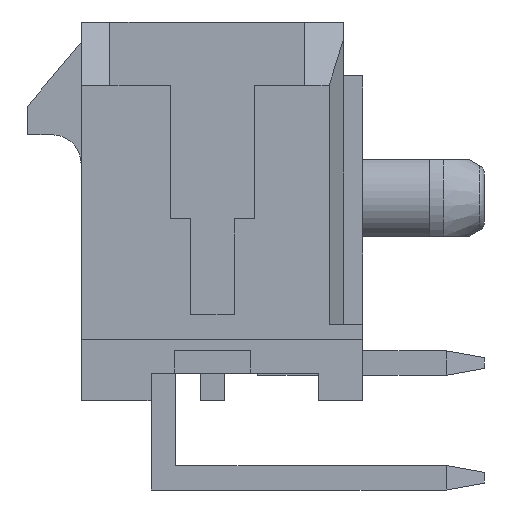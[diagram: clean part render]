
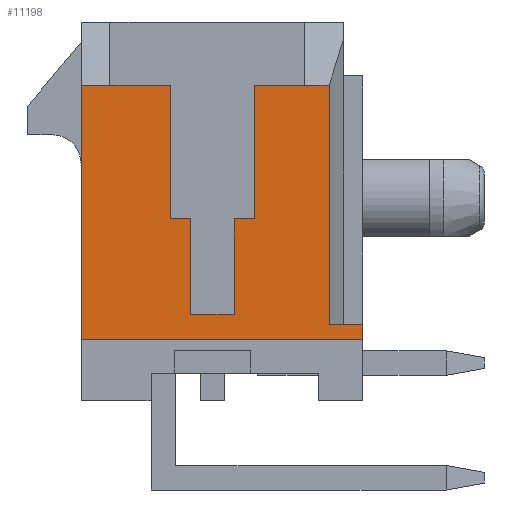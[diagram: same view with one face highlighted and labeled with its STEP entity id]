
A CAD part, left-side view. The second image highlights one B-rep face of the part: STEP entity #11198.
In plain terms, the highlighted planar face has unit normal (-1, 0, 0).
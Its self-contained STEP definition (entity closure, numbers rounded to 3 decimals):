
#1=DIRECTION('',(0.,0.,-1.));
#2=VECTOR('',#1,3.5);
#3=CARTESIAN_POINT('',(-16.825,-1.1,3.3));
#4=LINE('',#3,#2);
#5=DIRECTION('',(0.,1.,0.));
#6=VECTOR('',#5,1.31);
#7=CARTESIAN_POINT('',(-16.825,-2.41,3.3));
#8=LINE('',#7,#6);
#9=DIRECTION('',(0.,-1.,0.));
#10=VECTOR('',#9,0.645);
#11=CARTESIAN_POINT('',(-16.825,-2.41,3.3));
#12=LINE('',#11,#10);
#13=DIRECTION('',(0.,0.,-1.));
#14=VECTOR('',#13,6.26);
#15=CARTESIAN_POINT('',(-16.825,-3.055,3.3));
#16=LINE('',#15,#14);
#17=DIRECTION('',(0.,0.,-1.));
#18=VECTOR('',#17,0.4);
#19=CARTESIAN_POINT('',(-16.825,-3.935,-2.96));
#20=LINE('',#19,#18);
#21=DIRECTION('',(0.,1.,0.));
#22=VECTOR('',#21,7.37);
#23=CARTESIAN_POINT('',(-16.825,-3.935,-3.36));
#24=LINE('',#23,#22);
#25=DIRECTION('',(0.,0.,1.));
#26=VECTOR('',#25,6.66);
#27=CARTESIAN_POINT('',(-16.825,3.435,-3.36));
#28=LINE('',#27,#26);
#29=DIRECTION('',(0.,-1.,0.));
#30=VECTOR('',#29,0.755);
#31=CARTESIAN_POINT('',(-16.825,3.435,3.3));
#32=LINE('',#31,#30);
#33=DIRECTION('',(0.,1.,0.));
#34=VECTOR('',#33,1.58);
#35=CARTESIAN_POINT('',(-16.825,1.1,3.3));
#36=LINE('',#35,#34);
#37=DIRECTION('',(0.,0.,-1.));
#38=VECTOR('',#37,3.5);
#39=CARTESIAN_POINT('',(-16.825,1.1,3.3));
#40=LINE('',#39,#38);
#41=DIRECTION('',(0.,1.,0.));
#42=VECTOR('',#41,0.525);
#43=CARTESIAN_POINT('',(-16.825,0.575,-0.2));
#44=LINE('',#43,#42);
#45=DIRECTION('',(0.,0.,1.));
#46=VECTOR('',#45,2.5);
#47=CARTESIAN_POINT('',(-16.825,0.575,-2.7));
#48=LINE('',#47,#46);
#49=DIRECTION('',(0.,1.,0.));
#50=VECTOR('',#49,1.15);
#51=CARTESIAN_POINT('',(-16.825,-0.575,-2.7));
#52=LINE('',#51,#50);
#53=DIRECTION('',(0.,0.,-1.));
#54=VECTOR('',#53,2.5);
#55=CARTESIAN_POINT('',(-16.825,-0.575,-0.2));
#56=LINE('',#55,#54);
#57=DIRECTION('',(0.,1.,0.));
#58=VECTOR('',#57,0.525);
#59=CARTESIAN_POINT('',(-16.825,-1.1,-0.2));
#60=LINE('',#59,#58);
#8397=DIRECTION('',(0.,1.,0.));
#8398=VECTOR('',#8397,0.88);
#8399=CARTESIAN_POINT('',(-16.825,-3.935,-2.96));
#8400=LINE('',#8399,#8398);
#8566=CARTESIAN_POINT('',(-16.825,3.435,3.3));
#8568=VERTEX_POINT('',#8566);
#8611=CARTESIAN_POINT('',(-16.825,-3.935,-2.96));
#8612=CARTESIAN_POINT('',(-16.825,-3.055,-2.96));
#8613=VERTEX_POINT('',#8611);
#8614=VERTEX_POINT('',#8612);
#8619=CARTESIAN_POINT('',(-16.825,2.68,3.3));
#8620=VERTEX_POINT('',#8619);
#8621=CARTESIAN_POINT('',(-16.825,-2.41,3.3));
#8622=VERTEX_POINT('',#8621);
#8623=CARTESIAN_POINT('',(-16.825,-3.055,3.3));
#8624=VERTEX_POINT('',#8623);
#8839=CARTESIAN_POINT('',(-16.825,-1.1,3.3));
#8840=CARTESIAN_POINT('',(-16.825,-1.1,-0.2));
#8841=VERTEX_POINT('',#8839);
#8842=VERTEX_POINT('',#8840);
#8843=CARTESIAN_POINT('',(-16.825,-0.575,-0.2));
#8844=VERTEX_POINT('',#8843);
#8845=CARTESIAN_POINT('',(-16.825,-0.575,-2.7));
#8846=VERTEX_POINT('',#8845);
#8847=CARTESIAN_POINT('',(-16.825,0.575,-2.7));
#8848=VERTEX_POINT('',#8847);
#8849=CARTESIAN_POINT('',(-16.825,0.575,-0.2));
#8850=VERTEX_POINT('',#8849);
#8851=CARTESIAN_POINT('',(-16.825,1.1,-0.2));
#8852=VERTEX_POINT('',#8851);
#8853=CARTESIAN_POINT('',(-16.825,1.1,3.3));
#8854=VERTEX_POINT('',#8853);
#9689=CARTESIAN_POINT('',(-16.825,-3.935,-3.36));
#9690=CARTESIAN_POINT('',(-16.825,3.435,-3.36));
#9691=VERTEX_POINT('',#9689);
#9692=VERTEX_POINT('',#9690);
#11159=CARTESIAN_POINT('',(-16.825,0.,0.));
#11160=DIRECTION('',(1.,0.,0.));
#11161=DIRECTION('',(0.,0.,-1.));
#11162=AXIS2_PLACEMENT_3D('',#11159,#11160,#11161);
#11163=PLANE('',#11162);
#11165=ORIENTED_EDGE('',*,*,#11164,.F.);
#11167=ORIENTED_EDGE('',*,*,#11166,.F.);
#11169=ORIENTED_EDGE('',*,*,#11168,.T.);
#11171=ORIENTED_EDGE('',*,*,#11170,.T.);
#11173=ORIENTED_EDGE('',*,*,#11172,.F.);
#11175=ORIENTED_EDGE('',*,*,#11174,.T.);
#11177=ORIENTED_EDGE('',*,*,#11176,.T.);
#11179=ORIENTED_EDGE('',*,*,#11178,.T.);
#11181=ORIENTED_EDGE('',*,*,#11180,.T.);
#11183=ORIENTED_EDGE('',*,*,#11182,.F.);
#11185=ORIENTED_EDGE('',*,*,#11184,.T.);
#11187=ORIENTED_EDGE('',*,*,#11186,.F.);
#11189=ORIENTED_EDGE('',*,*,#11188,.F.);
#11191=ORIENTED_EDGE('',*,*,#11190,.F.);
#11193=ORIENTED_EDGE('',*,*,#11192,.F.);
#11195=ORIENTED_EDGE('',*,*,#11194,.F.);
#11196=EDGE_LOOP('',(#11165,#11167,#11169,#11171,#11173,#11175,#11177,#11179,
#11181,#11183,#11185,#11187,#11189,#11191,#11193,#11195));
#11197=FACE_OUTER_BOUND('',#11196,.F.);
#11198=ADVANCED_FACE('',(#11197),#11163,.F.);
#11164=EDGE_CURVE('',#8841,#8842,#4,.T.);
#11166=EDGE_CURVE('',#8622,#8841,#8,.T.);
#11168=EDGE_CURVE('',#8622,#8624,#12,.T.);
#11170=EDGE_CURVE('',#8624,#8614,#16,.T.);
#11172=EDGE_CURVE('',#8613,#8614,#8400,.T.);
#11174=EDGE_CURVE('',#8613,#9691,#20,.T.);
#11176=EDGE_CURVE('',#9691,#9692,#24,.T.);
#11178=EDGE_CURVE('',#9692,#8568,#28,.T.);
#11180=EDGE_CURVE('',#8568,#8620,#32,.T.);
#11182=EDGE_CURVE('',#8854,#8620,#36,.T.);
#11184=EDGE_CURVE('',#8854,#8852,#40,.T.);
#11186=EDGE_CURVE('',#8850,#8852,#44,.T.);
#11188=EDGE_CURVE('',#8848,#8850,#48,.T.);
#11190=EDGE_CURVE('',#8846,#8848,#52,.T.);
#11192=EDGE_CURVE('',#8844,#8846,#56,.T.);
#11194=EDGE_CURVE('',#8842,#8844,#60,.T.);
